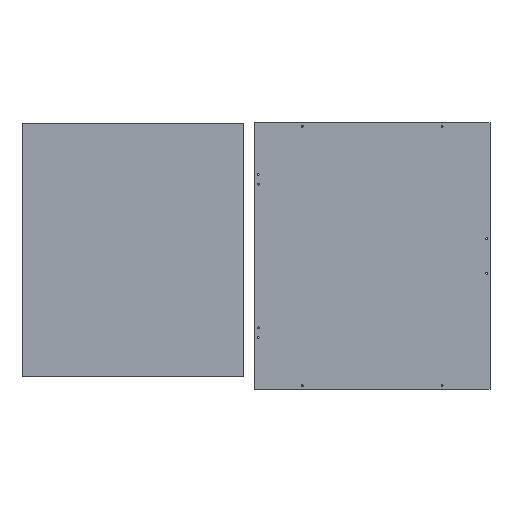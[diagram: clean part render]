
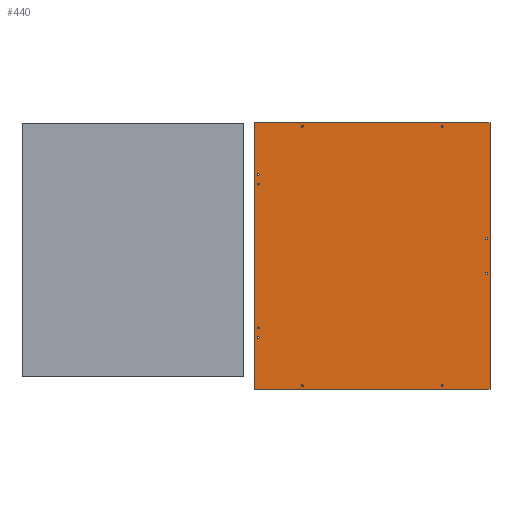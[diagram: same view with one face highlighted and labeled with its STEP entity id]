
A CAD part, top view. The second image highlights one B-rep face of the part: STEP entity #440.
In plain terms, the highlighted planar face has unit normal (0, 0, 1).
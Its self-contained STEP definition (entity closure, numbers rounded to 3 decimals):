
#29=FACE_BOUND('',#131,.T.);
#30=FACE_BOUND('',#132,.T.);
#31=FACE_BOUND('',#133,.T.);
#32=FACE_BOUND('',#134,.T.);
#33=FACE_BOUND('',#135,.T.);
#34=FACE_BOUND('',#136,.T.);
#35=FACE_BOUND('',#137,.T.);
#36=FACE_BOUND('',#138,.T.);
#37=FACE_BOUND('',#139,.T.);
#38=FACE_BOUND('',#140,.T.);
#39=CIRCLE('',#476,2.6);
#41=CIRCLE('',#479,2.6);
#43=CIRCLE('',#482,2.6);
#45=CIRCLE('',#485,2.6);
#47=CIRCLE('',#488,2.6);
#49=CIRCLE('',#491,2.6);
#51=CIRCLE('',#494,2.6);
#53=CIRCLE('',#497,2.6);
#55=CIRCLE('',#500,2.6);
#57=CIRCLE('',#503,2.6);
#98=FACE_OUTER_BOUND('',#130,.T.);
#130=EDGE_LOOP('',(#393,#394,#395,#396));
#131=EDGE_LOOP('',(#397));
#132=EDGE_LOOP('',(#398));
#133=EDGE_LOOP('',(#399));
#134=EDGE_LOOP('',(#400));
#135=EDGE_LOOP('',(#401));
#136=EDGE_LOOP('',(#402));
#137=EDGE_LOOP('',(#403));
#138=EDGE_LOOP('',(#404));
#139=EDGE_LOOP('',(#405));
#140=EDGE_LOOP('',(#406));
#165=LINE('',#737,#199);
#168=LINE('',#743,#202);
#171=LINE('',#749,#205);
#174=LINE('',#753,#208);
#199=VECTOR('',#617,10.);
#202=VECTOR('',#622,10.);
#205=VECTOR('',#627,10.);
#208=VECTOR('',#632,10.);
#217=VERTEX_POINT('',#671);
#219=VERTEX_POINT('',#677);
#221=VERTEX_POINT('',#683);
#223=VERTEX_POINT('',#689);
#225=VERTEX_POINT('',#695);
#227=VERTEX_POINT('',#701);
#229=VERTEX_POINT('',#707);
#231=VERTEX_POINT('',#713);
#233=VERTEX_POINT('',#719);
#235=VERTEX_POINT('',#725);
#239=VERTEX_POINT('',#734);
#240=VERTEX_POINT('',#736);
#242=VERTEX_POINT('',#742);
#244=VERTEX_POINT('',#748);
#257=EDGE_CURVE('',#217,#217,#39,.T.);
#260=EDGE_CURVE('',#219,#219,#41,.T.);
#263=EDGE_CURVE('',#221,#221,#43,.T.);
#266=EDGE_CURVE('',#223,#223,#45,.T.);
#269=EDGE_CURVE('',#225,#225,#47,.T.);
#272=EDGE_CURVE('',#227,#227,#49,.T.);
#275=EDGE_CURVE('',#229,#229,#51,.T.);
#278=EDGE_CURVE('',#231,#231,#53,.T.);
#281=EDGE_CURVE('',#233,#233,#55,.T.);
#284=EDGE_CURVE('',#235,#235,#57,.T.);
#289=EDGE_CURVE('',#240,#239,#165,.T.);
#292=EDGE_CURVE('',#242,#240,#168,.T.);
#295=EDGE_CURVE('',#244,#242,#171,.T.);
#298=EDGE_CURVE('',#239,#244,#174,.T.);
#393=ORIENTED_EDGE('',*,*,#298,.T.);
#394=ORIENTED_EDGE('',*,*,#295,.T.);
#395=ORIENTED_EDGE('',*,*,#292,.T.);
#396=ORIENTED_EDGE('',*,*,#289,.T.);
#397=ORIENTED_EDGE('',*,*,#257,.T.);
#398=ORIENTED_EDGE('',*,*,#260,.T.);
#399=ORIENTED_EDGE('',*,*,#263,.T.);
#400=ORIENTED_EDGE('',*,*,#266,.T.);
#401=ORIENTED_EDGE('',*,*,#284,.T.);
#402=ORIENTED_EDGE('',*,*,#281,.T.);
#403=ORIENTED_EDGE('',*,*,#278,.T.);
#404=ORIENTED_EDGE('',*,*,#275,.T.);
#405=ORIENTED_EDGE('',*,*,#272,.T.);
#406=ORIENTED_EDGE('',*,*,#269,.T.);
#418=PLANE('',#510);
#440=ADVANCED_FACE('',(#98,#29,#30,#31,#32,#33,#34,#35,#36,#37,#38),#418,
 .F.);
#476=AXIS2_PLACEMENT_3D('',#672,#545,#546);
#479=AXIS2_PLACEMENT_3D('',#678,#552,#553);
#482=AXIS2_PLACEMENT_3D('',#684,#559,#560);
#485=AXIS2_PLACEMENT_3D('',#690,#566,#567);
#488=AXIS2_PLACEMENT_3D('',#696,#573,#574);
#491=AXIS2_PLACEMENT_3D('',#702,#580,#581);
#494=AXIS2_PLACEMENT_3D('',#708,#587,#588);
#497=AXIS2_PLACEMENT_3D('',#714,#594,#595);
#500=AXIS2_PLACEMENT_3D('',#720,#601,#602);
#503=AXIS2_PLACEMENT_3D('',#726,#608,#609);
#510=AXIS2_PLACEMENT_3D('',#755,#635,#636);
#545=DIRECTION('center_axis',(0.,0.,-1.));
#546=DIRECTION('ref_axis',(1.,0.,0.));
#552=DIRECTION('center_axis',(0.,0.,-1.));
#553=DIRECTION('ref_axis',(1.,0.,0.));
#559=DIRECTION('center_axis',(0.,0.,-1.));
#560=DIRECTION('ref_axis',(1.,0.,0.));
#566=DIRECTION('center_axis',(0.,0.,-1.));
#567=DIRECTION('ref_axis',(1.,0.,0.));
#573=DIRECTION('center_axis',(0.,0.,-1.));
#574=DIRECTION('ref_axis',(1.,0.,0.));
#580=DIRECTION('center_axis',(0.,0.,-1.));
#581=DIRECTION('ref_axis',(1.,0.,0.));
#587=DIRECTION('center_axis',(0.,0.,-1.));
#588=DIRECTION('ref_axis',(1.,0.,0.));
#594=DIRECTION('center_axis',(0.,0.,-1.));
#595=DIRECTION('ref_axis',(1.,0.,0.));
#601=DIRECTION('center_axis',(0.,0.,-1.));
#602=DIRECTION('ref_axis',(1.,0.,0.));
#608=DIRECTION('center_axis',(0.,0.,-1.));
#609=DIRECTION('ref_axis',(1.,0.,0.));
#617=DIRECTION('',(0.,1.,0.));
#622=DIRECTION('',(1.,0.,0.));
#627=DIRECTION('',(0.,-1.,0.));
#632=DIRECTION('',(-1.,0.,0.));
#635=DIRECTION('center_axis',(0.,0.,-1.));
#636=DIRECTION('ref_axis',(1.,0.,0.));
#671=CARTESIAN_POINT('',(324.9,-237.543,0.));
#672=CARTESIAN_POINT('Origin',(327.5,-237.543,0.));
#677=CARTESIAN_POINT('',(324.9,187.457,0.));
#678=CARTESIAN_POINT('Origin',(327.5,187.457,0.));
#683=CARTESIAN_POINT('',(324.9,-212.543,0.));
#684=CARTESIAN_POINT('Origin',(327.5,-212.543,0.));
#689=CARTESIAN_POINT('',(324.9,162.457,0.));
#690=CARTESIAN_POINT('Origin',(327.5,162.457,0.));
#695=CARTESIAN_POINT('',(803.9,312.957,0.));
#696=CARTESIAN_POINT('Origin',(806.5,312.957,0.));
#701=CARTESIAN_POINT('',(439.91,-363.043,0.));
#702=CARTESIAN_POINT('Origin',(442.51,-363.043,0.));
#707=CARTESIAN_POINT('',(920.4,19.957,0.));
#708=CARTESIAN_POINT('Origin',(923.,19.957,0.));
#713=CARTESIAN_POINT('',(803.91,-363.043,0.));
#714=CARTESIAN_POINT('Origin',(806.51,-363.043,0.));
#719=CARTESIAN_POINT('',(439.9,312.957,0.));
#720=CARTESIAN_POINT('Origin',(442.5,312.957,0.));
#725=CARTESIAN_POINT('',(920.4,-70.043,0.));
#726=CARTESIAN_POINT('Origin',(923.,-70.043,0.));
#734=CARTESIAN_POINT('',(931.5,321.957,0.));
#736=CARTESIAN_POINT('',(931.5,-372.043,0.));
#737=CARTESIAN_POINT('',(931.5,-372.043,0.));
#742=CARTESIAN_POINT('',(318.51,-372.043,0.));
#743=CARTESIAN_POINT('',(318.51,-372.043,0.));
#748=CARTESIAN_POINT('',(318.51,321.957,0.));
#749=CARTESIAN_POINT('',(318.51,321.957,0.));
#753=CARTESIAN_POINT('',(931.5,321.957,0.));
#755=CARTESIAN_POINT('Origin',(625.005,-25.043,0.));
